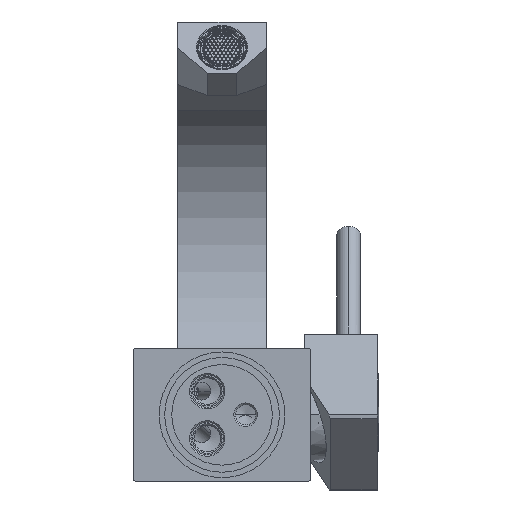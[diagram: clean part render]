
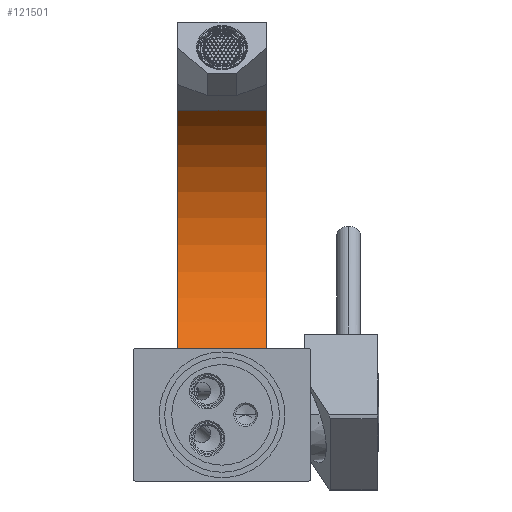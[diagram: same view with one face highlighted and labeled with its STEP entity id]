
A CAD part, front view. The second image highlights one B-rep face of the part: STEP entity #121501.
In plain terms, the highlighted cylindrical face has radius 52.491 mm (diameter 104.982 mm), a partial arc.
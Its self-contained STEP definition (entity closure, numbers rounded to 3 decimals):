
#69046=CARTESIAN_POINT('',(15.,222.509,57.491));
#69047=DIRECTION('',(1.,0.,0.));
#69048=DIRECTION('',(0.,0.,-1.));
#69049=AXIS2_PLACEMENT_3D('',#69046,#69047,#69048);
#70552=DIRECTION('',(1.,0.,0.));
#70553=VECTOR('',#70552,30.);
#70554=CARTESIAN_POINT('',(-15.,248.754,102.95));
#70555=LINE('',#70554,#70553);
#70560=DIRECTION('',(1.,0.,0.));
#70561=VECTOR('',#70560,30.);
#70562=CARTESIAN_POINT('',(-15.,222.509,5.));
#70563=LINE('',#70562,#70561);
#70564=CARTESIAN_POINT('',(-15.,222.509,57.491));
#70565=DIRECTION('',(1.,0.,0.));
#70566=DIRECTION('',(0.,0.,-1.));
#70567=AXIS2_PLACEMENT_3D('',#70564,#70565,#70566);
#78104=CARTESIAN_POINT('',(-15.,222.509,5.));
#78105=CARTESIAN_POINT('',(15.,222.509,5.));
#78106=VERTEX_POINT('',#78104);
#78107=VERTEX_POINT('',#78105);
#78112=CARTESIAN_POINT('',(-15.,248.754,102.95));
#78113=CARTESIAN_POINT('',(15.,248.754,102.95));
#78114=VERTEX_POINT('',#78112);
#78115=VERTEX_POINT('',#78113);
#121489=CARTESIAN_POINT('',(-1.,222.509,57.491));
#121490=DIRECTION('',(1.,0.,0.));
#121491=DIRECTION('',(0.,0.,1.));
#121492=AXIS2_PLACEMENT_3D('',#121489,#121490,#121491);
#121493=CYLINDRICAL_SURFACE('',#121492,52.491);
#121495=ORIENTED_EDGE('',*,*,#121494,.F.);
#121496=ORIENTED_EDGE('',*,*,#121373,.T.);
#121497=ORIENTED_EDGE('',*,*,#121476,.T.);
#121498=ORIENTED_EDGE('',*,*,#118694,.F.);
#121499=EDGE_LOOP('',(#121495,#121496,#121497,#121498));
#121500=FACE_OUTER_BOUND('',#121499,.F.);
#121501=ADVANCED_FACE('',(#121500),#121493,.F.);
#69050=CIRCLE('',#69049,52.491);
#70568=CIRCLE('',#70567,52.491);
#118694=EDGE_CURVE('',#78107,#78115,#69050,.T.);
#121373=EDGE_CURVE('',#78106,#78114,#70568,.T.);
#121476=EDGE_CURVE('',#78114,#78115,#70555,.T.);
#121494=EDGE_CURVE('',#78106,#78107,#70563,.T.);
